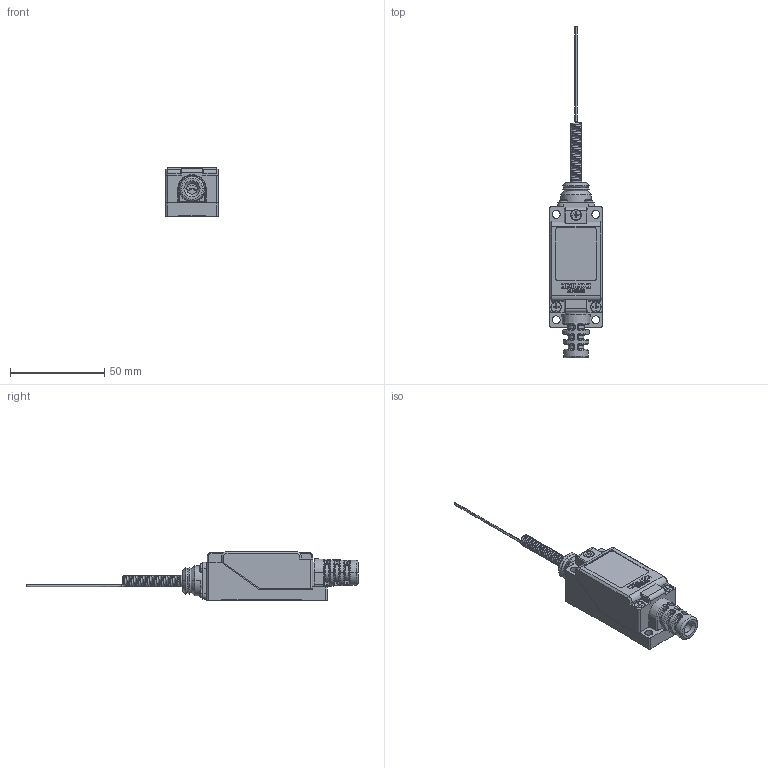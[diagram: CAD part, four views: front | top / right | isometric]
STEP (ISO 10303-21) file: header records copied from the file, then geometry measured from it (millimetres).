
FILE_DESCRIPTION((''),'2;1');
FILE_NAME('LXJMH-8169_SW0001','2022-03-10T',('xiangyu.li'),(''),'PRO/ENGINEER BY PARAMETRIC TECHNOLOGY CORPORATION, 2015440','PRO/ENGINEER BY PARAMETRIC TECHNOLOGY CORPORATION, 2015440','');
FILE_SCHEMA(('CONFIG_CONTROL_DESIGN'));
Products named in the file (1): LXJMH-8169_SW0001
Bounding box: 28 x 176.25 x 26 mm (x, y, z)
Volume: 20413.4 mm3; surface area: 20480 mm2
Topology: 1 solids, 2 shells, 1298 faces, 3436 edges, 2187 vertices
Faces by surface type: plane 670, cylinder 213, extrusion 178, bspline 94, cone 79, torus 54, sphere 8, revolution 2
Entity records: 69735 total; most frequent: CARTESIAN_POINT 38378, ORIENTED_EDGE 6868, DIRECTION 5821, EDGE_CURVE 3434, VECTOR 2283, VERTEX_POINT 2186, LINE 2105, AXIS2_PLACEMENT_3D 1768
